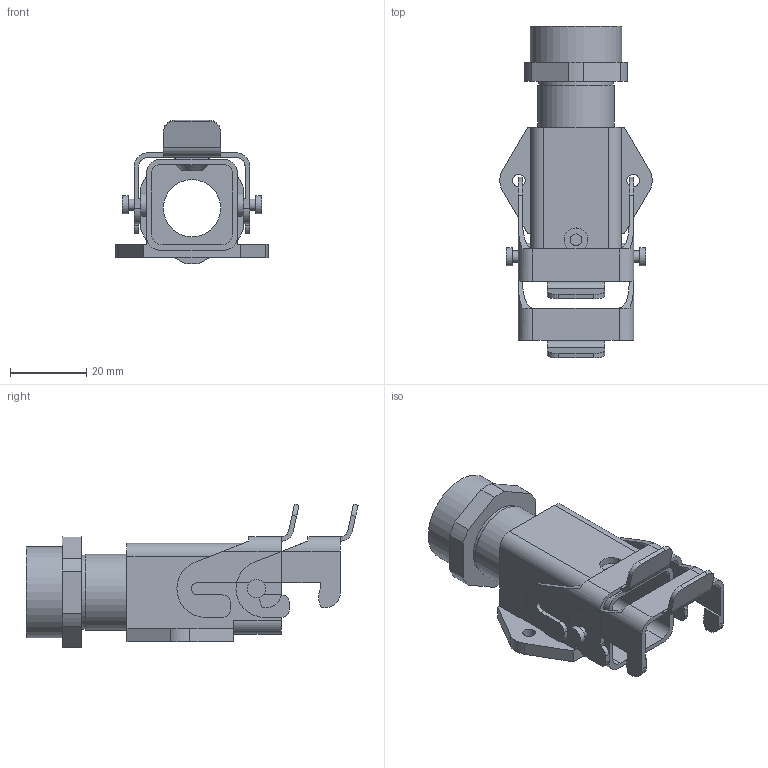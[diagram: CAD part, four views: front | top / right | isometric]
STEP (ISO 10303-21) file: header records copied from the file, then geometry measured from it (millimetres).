
FILE_DESCRIPTION( ( 'Unknown' ), '1' );
FILE_NAME( 'H_A_3_MAGSV_NPT_12_ASM.stp', 'Unknown', ( 'Unknown' ), ( 'Unknown' ), 'PSStep 11.0', 'Unknown', ' ' );
FILE_SCHEMA( ( 'AUTOMOTIVE_DESIGN { 1 0 10303 214 1 1 1 1 }' ) );
Length unit declared in the file: millimetre
Products named in the file (3): Assem1; H_A_3_LEVER; H_A_3_MAGSV_NPT_12
Bounding box: 40 x 87.12 x 37.69 mm (x, y, z)
Volume: 30417.2 mm3; surface area: 30192.8 mm2
Topology: 4 solids, 4 shells, 250 faces, 652 edges, 436 vertices
Faces by surface type: plane 144, cylinder 102, cone 4
Full cylindrical faces by diameter (mm): 3 x4, 3.1 x2, 3.3 x4, 4.8 x4, 6 x4, 6.2 x2, 15 x2, 18.923 x2, 19.5 x2, 20 x2, 24 x2
Entity records: 4752 total; most frequent: DIRECTION 662, CARTESIAN_POINT 634, ORIENTED_EDGE 598, EDGE_CURVE 299, AXIS2_PLACEMENT_3D 235, VERTEX_POINT 207, LINE 192, VECTOR 192
